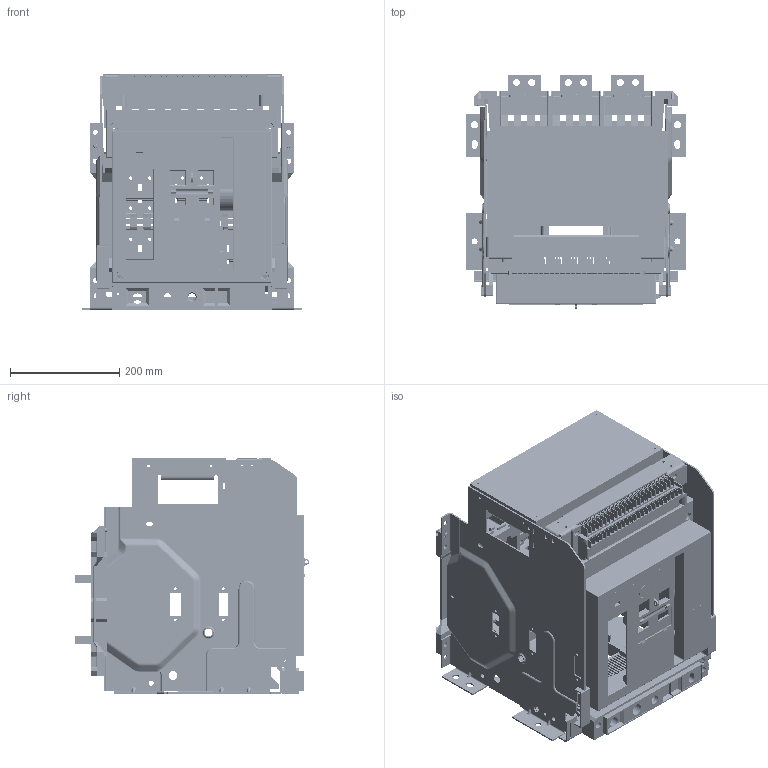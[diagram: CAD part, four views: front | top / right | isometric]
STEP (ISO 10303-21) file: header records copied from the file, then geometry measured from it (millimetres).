
FILE_DESCRIPTION((''),'2;1');
FILE_NAME('NA1-2000-630A-3-CHOUTISHI','2020-05-08T12:52:46',('fansz'),(''),'CREO PARAMETRIC BY PTC INC, 2018020','CREO PARAMETRIC BY PTC INC, 2018020','');
FILE_SCHEMA(('CONFIG_CONTROL_DESIGN'));
Products named in the file (1): NA1-2000-630A-3-CHOUTISHI
Bounding box: 405 x 429.5 x 433.01 mm (x, y, z)
Volume: 4982174.6 mm3; surface area: 2647645.8 mm2
Topology: 1 solids, 1 shells, 8175 faces, 24389 edges, 15968 vertices
Faces by surface type: plane 5739, cylinder 1637, extrusion 479, cone 145, torus 89, bspline 68, sphere 18
Entity records: 280887 total; most frequent: CARTESIAN_POINT 60131, ORIENTED_EDGE 48736, DIRECTION 41918, EDGE_CURVE 24368, VECTOR 19784, LINE 19305, VERTEX_POINT 15968, AXIS2_PLACEMENT_3D 11067
